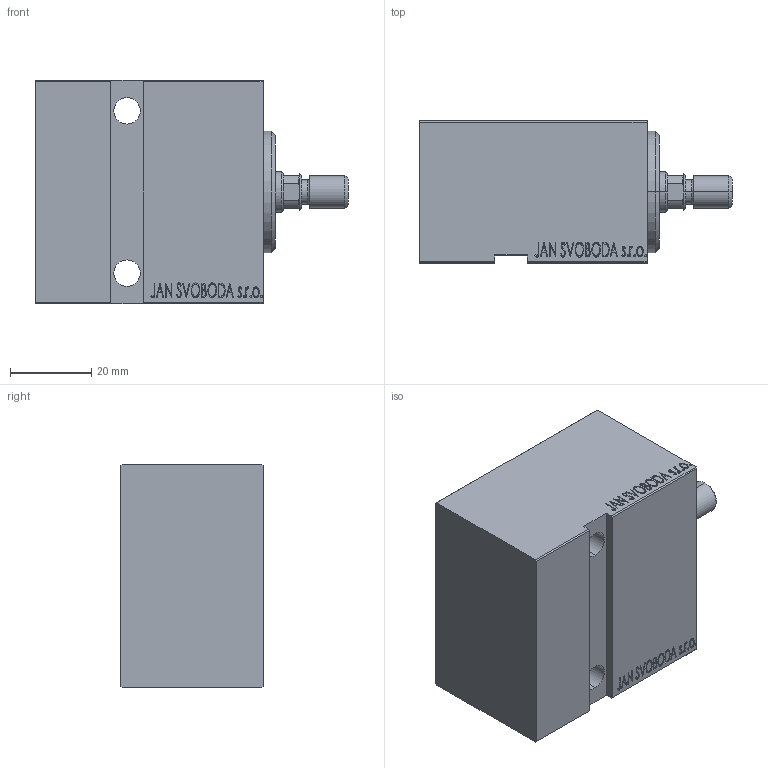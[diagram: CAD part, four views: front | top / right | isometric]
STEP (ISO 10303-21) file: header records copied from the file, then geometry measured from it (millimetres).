
FILE_DESCRIPTION (( 'STEP AP203' ), '1' );
FILE_NAME ('a57f.STEP', '2022-04-16T19:39:31', ( '' ), ( '' ), 'SwSTEP 2.0', 'SolidWorks 2019', '' );
FILE_SCHEMA (( 'CONFIG_CONTROL_DESIGN' ));
Length unit declared in the file: millimetre
Products named in the file (5): V450CM_MALE_METRIC 5197777dc216fe0fc46d0fc3ebee375b; V450CM_E_Body 5197777dc216fe0fc46d0fc3ebee375b; a57f; V450CM_VC_B 5197777dc216fe0fc46d0fc3ebee375b; V450CM_E_VCP 5197777dc216fe0fc46d0fc3ebee375b
Assembly tree (4 placements, depth 2):
  a57f
    V450CM_E_Body 5197777dc216fe0fc46d0fc3ebee375b
    V450CM_E_VCP 5197777dc216fe0fc46d0fc3ebee375b
    V450CM_VC_B 5197777dc216fe0fc46d0fc3ebee375b
    V450CM_MALE_METRIC 5197777dc216fe0fc46d0fc3ebee375b
Bounding box: 77 x 35 x 55 mm (x, y, z)
Volume: 104216.1 mm3; surface area: 24839.2 mm2
Topology: 4 solids, 4 shells, 850 faces, 2180 edges, 1445 vertices
Faces by surface type: plane 410, bspline 380, cylinder 40, cone 18, torus 2
Entity records: 42999 total; most frequent: CARTESIAN_POINT 24340, ORIENTED_EDGE 4356, DIRECTION 2470, EDGE_CURVE 2178, VERTEX_POINT 1445, VECTOR 1304, LINE 1304, EDGE_LOOP 965
